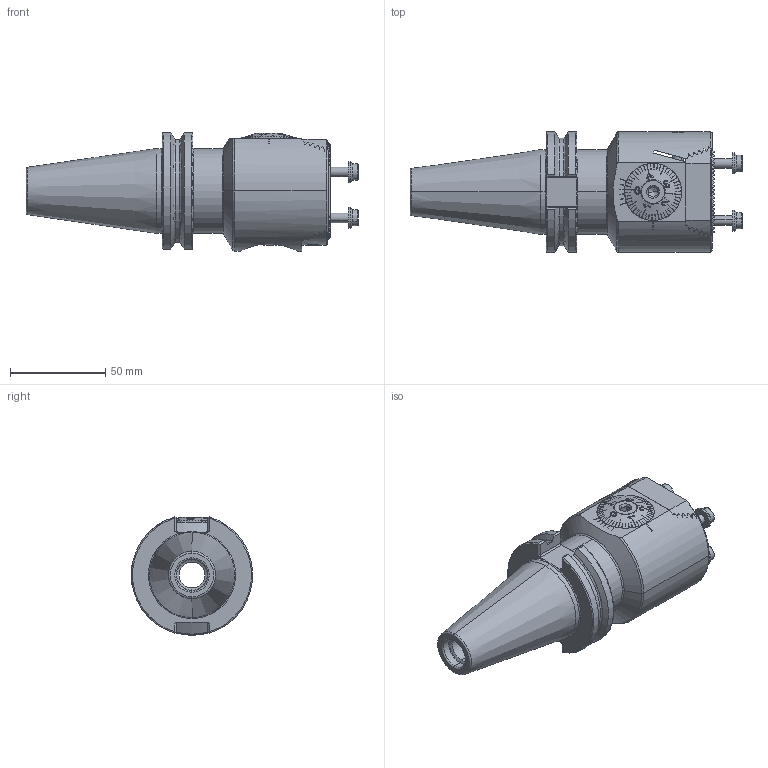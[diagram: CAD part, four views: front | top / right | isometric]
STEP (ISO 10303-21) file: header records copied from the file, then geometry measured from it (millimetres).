
FILE_DESCRIPTION (( 'STEP AP203' ), '1' );
FILE_NAME ('210.340.063.090.STEP', '2024-09-02T11:37:05', ( '' ), ( '' ), 'SwSTEP 2.0', 'SolidWorks 2022', '' );
FILE_SCHEMA (( 'CONFIG_CONTROL_DESIGN' ));
Length unit declared in the file: millimetre
Products named in the file (20): DIN 3771 - 25x1.5; MH1-BG1.004.049_Montagezeichnung; ISO 4026 - M10 x 16_PreviewCfg; ISO 4026 - M10 x 16; A55-BG2.015.007_A; MH1-BG1.001.049_B; MH1-BG1.001.049; ISO 4026 - M8 x 6; ISO 4026 - M4 x 5; A55-BG1.012.007_B; A55-BG2.012.006_B; CT4-MH1.K00.090_A; A55-BG2.011.016_D; A55-BG2.013.005_C; MH1-BG2.001.056_D; MH1-BG3.001.042_D; BN 1392 - M5 x 16; ISO 4762 - M6 x 16; A55-BG2.014.007_A; 210.340.063.090
Assembly tree (22 placements, depth 4):
  210.340.063.090
    CT4-MH1.K00.090_A
    MH1-BG1.004.049_Montagezeichnung
      A55-BG2.012.006_B
      A55-BG2.013.005_C
      A55-BG2.015.007_A
        A55-BG2.011.016_D
        A55-BG2.014.007_A
      MH1-BG1.001.049
        MH1-BG1.001.049_B
        A55-BG1.012.007_B
      DIN 3771 - 25x1.5
      ISO 4026 - M4 x 5
    MH1-BG3.001.042_D
    MH1-BG2.001.056_D
    ISO 4026 - M10 x 16_PreviewCfg
    ISO 4026 - M8 x 6
    ISO 4762 - M6 x 16
    ISO 4026 - M10 x 16
    BN 1392 - M5 x 16  x4
Bounding box: 173.85 x 63.28 x 61.91 mm (x, y, z)
Volume: 263332.1 mm3; surface area: 76943.9 mm2
Topology: 19 solids, 19 shells, 1215 faces, 3232 edges, 2047 vertices
Faces by surface type: plane 609, cylinder 268, cone 214, torus 86, bspline 38
Entity records: 43031 total; most frequent: CARTESIAN_POINT 14551, ORIENTED_EDGE 6016, DIRECTION 4879, EDGE_CURVE 3008, VERTEX_POINT 1936, AXIS2_PLACEMENT_3D 1862, EDGE_LOOP 1182, VECTOR 1155
